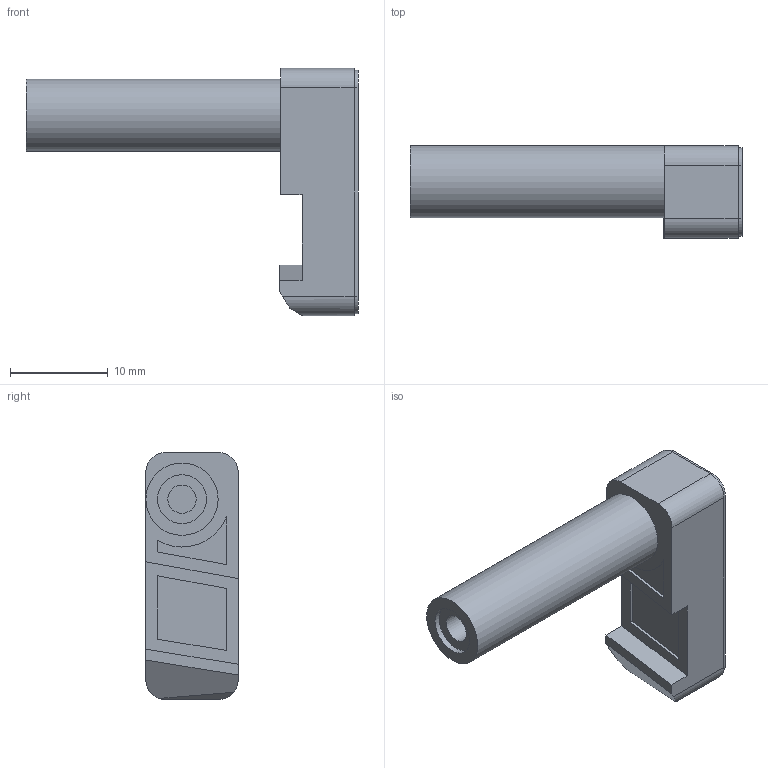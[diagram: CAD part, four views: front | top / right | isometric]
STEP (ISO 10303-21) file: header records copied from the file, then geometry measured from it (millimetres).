
FILE_DESCRIPTION(/* description */ (''),/* implementation_level */ '2;1');
FILE_NAME(/* name */ '27-magazine-catch-textured.step',/* time_stamp */ '2022-04-06T21:24:45+01:00',/* author */ (''),/* organization */ (''),/* preprocessor_version */ 'ST-DEVELOPER v18.1',/* originating_system */ 'Autodesk Translation Framework v10.13.0.1454',/* authorisation */ '');
FILE_SCHEMA (('AUTOMOTIVE_DESIGN { 1 0 10303 214 3 1 1 }'));
Length unit declared in the file: millimetre
Products named in the file (1): 27
Bounding box: 34 x 9.45 x 25.3 mm (x, y, z)
Volume: 2544.4 mm3; surface area: 1895.4 mm2
Topology: 1 solids, 1 shells, 41 faces, 99 edges, 66 vertices
Faces by surface type: plane 29, cylinder 12
Full cylindrical faces by diameter (mm): 2.9 x1, 5 x1, 7.4 x1
Entity records: 1247 total; most frequent: DIRECTION 209, CARTESIAN_POINT 207, ORIENTED_EDGE 198, EDGE_CURVE 99, LINE 73, VECTOR 73, AXIS2_PLACEMENT_3D 68, VERTEX_POINT 66
